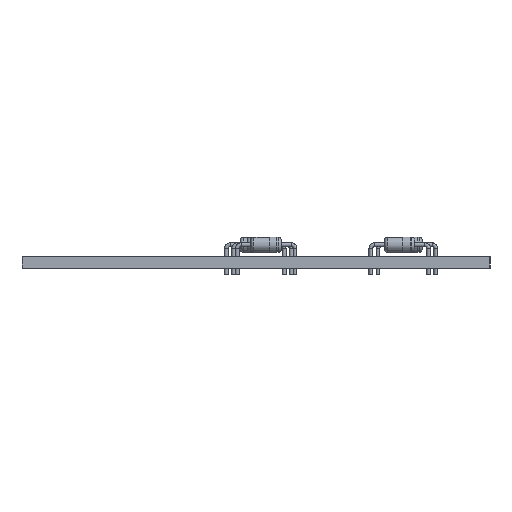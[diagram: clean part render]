
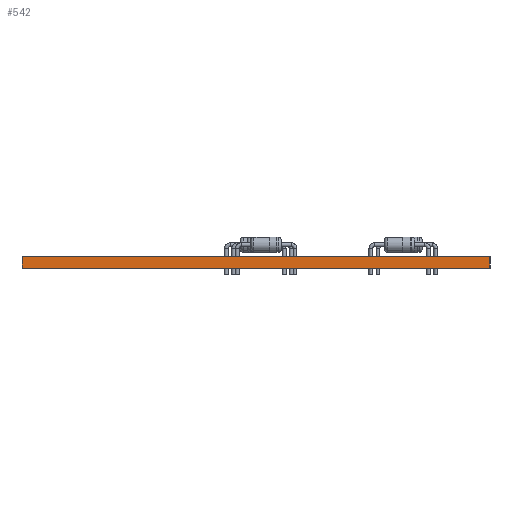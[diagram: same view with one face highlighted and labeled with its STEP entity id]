
A CAD part, left-side view. The second image highlights one B-rep face of the part: STEP entity #542.
In plain terms, the highlighted planar face has unit normal (-1, 0, 0).
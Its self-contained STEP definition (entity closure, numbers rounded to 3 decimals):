
#486 = VERTEX_POINT('',#487);
#487 = CARTESIAN_POINT('',(183.356,-135.731,1.51));
#493 = EDGE_CURVE('',#494,#486,#496,.T.);
#494 = VERTEX_POINT('',#495);
#495 = CARTESIAN_POINT('',(183.356,-135.731,0.));
#496 = LINE('',#497,#498);
#497 = CARTESIAN_POINT('',(183.356,-135.731,0.));
#498 = VECTOR('',#499,1.);
#499 = DIRECTION('',(0.,0.,1.));
#542 = ADVANCED_FACE('',(#543),#568,.T.);
#543 = FACE_BOUND('',#544,.T.);
#544 = EDGE_LOOP('',(#545,#546,#554,#562));
#545 = ORIENTED_EDGE('',*,*,#493,.T.);
#546 = ORIENTED_EDGE('',*,*,#547,.T.);
#547 = EDGE_CURVE('',#486,#548,#550,.T.);
#548 = VERTEX_POINT('',#549);
#549 = CARTESIAN_POINT('',(183.356,-74.01,1.51));
#550 = LINE('',#551,#552);
#551 = CARTESIAN_POINT('',(183.356,-135.731,1.51));
#552 = VECTOR('',#553,1.);
#553 = DIRECTION('',(0.,1.,0.));
#554 = ORIENTED_EDGE('',*,*,#555,.F.);
#555 = EDGE_CURVE('',#556,#548,#558,.T.);
#556 = VERTEX_POINT('',#557);
#557 = CARTESIAN_POINT('',(183.356,-74.01,0.));
#558 = LINE('',#559,#560);
#559 = CARTESIAN_POINT('',(183.356,-74.01,0.));
#560 = VECTOR('',#561,1.);
#561 = DIRECTION('',(0.,0.,1.));
#562 = ORIENTED_EDGE('',*,*,#563,.F.);
#563 = EDGE_CURVE('',#494,#556,#564,.T.);
#564 = LINE('',#565,#566);
#565 = CARTESIAN_POINT('',(183.356,-135.731,0.));
#566 = VECTOR('',#567,1.);
#567 = DIRECTION('',(0.,1.,0.));
#568 = PLANE('',#569);
#569 = AXIS2_PLACEMENT_3D('',#570,#571,#572);
#570 = CARTESIAN_POINT('',(183.356,-135.731,0.));
#571 = DIRECTION('',(-1.,0.,0.));
#572 = DIRECTION('',(0.,1.,0.));
